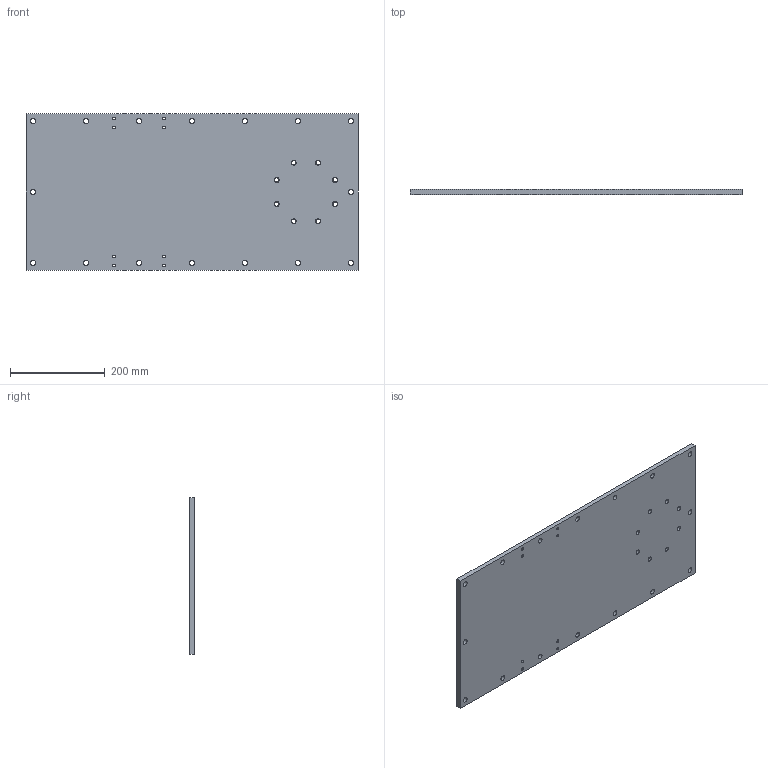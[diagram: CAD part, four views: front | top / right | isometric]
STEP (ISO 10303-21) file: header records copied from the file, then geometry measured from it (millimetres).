
FILE_DESCRIPTION((''),'2;1');
FILE_NAME('0-011','2022-01-09T15:13:03',('Y'),('FoxCAVITY'),'CREO PARAMETRIC BY PTC INC, 2020454','CREO PARAMETRIC BY PTC INC, 2020454','');
FILE_SCHEMA(('CONFIG_CONTROL_DESIGN'));
Length unit declared in the file: millimetre
Products named in the file (1): 0-011
Bounding box: 702 x 10 x 330 mm (x, y, z)
Volume: 2173397.6 mm3; surface area: 496303.4 mm2
Topology: 1 solids, 17 shells, 115 faces, 330 edges, 220 vertices
Faces by surface type: cylinder 102, plane 13
Entity records: 4015 total; most frequent: DIRECTION 766, CARTESIAN_POINT 666, ORIENTED_EDGE 596, EDGE_CURVE 330, AXIS2_PLACEMENT_3D 320, VERTEX_POINT 220, CIRCLE 204, EDGE_LOOP 182
